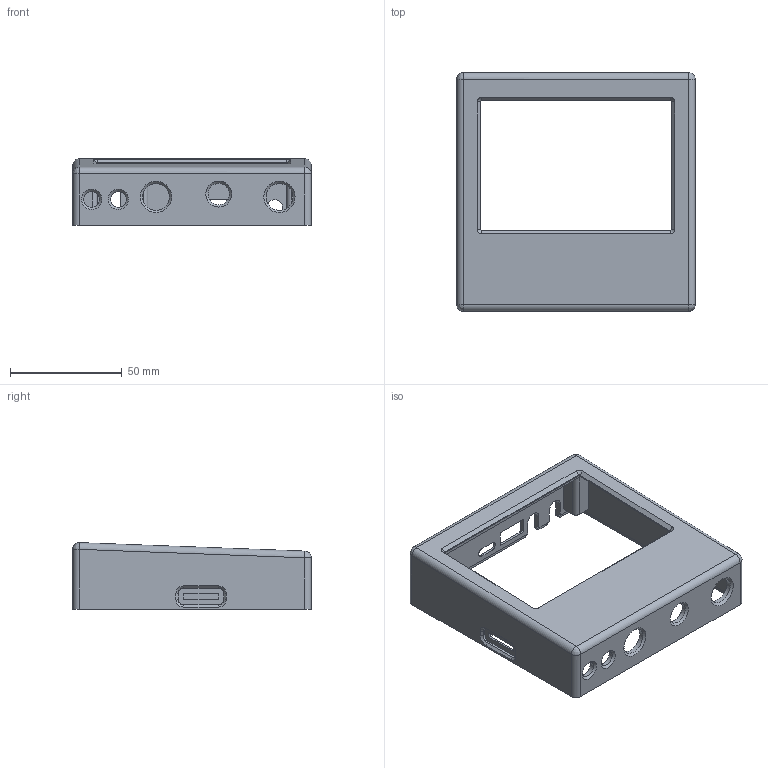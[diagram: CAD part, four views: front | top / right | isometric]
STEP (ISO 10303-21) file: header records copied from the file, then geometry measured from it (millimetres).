
FILE_DESCRIPTION(('FreeCAD Model'),'2;1');
FILE_NAME('Open CASCADE Shape Model','2026-02-07T22:30:58',(''),(''), 'Open CASCADE STEP processor 7.8','FreeCAD','Unknown');
FILE_SCHEMA(('AUTOMOTIVE_DESIGN { 1 0 10303 214 1 1 1 1 }'));
Length unit declared in the file: millimetre
Products named in the file (1): case
Bounding box: 107 x 107 x 29.88 mm (x, y, z)
Volume: 50513.9 mm3; surface area: 35904.2 mm2
Topology: 1 solids, 1 shells, 188 faces, 473 edges, 295 vertices
Faces by surface type: plane 100, cylinder 61, cone 19, bspline 8
Full cylindrical faces by diameter (mm): 4.25 x8, 7 x2, 9.6 x1, 12 x2, 12.2 x1, 14 x1
Entity records: 6241 total; most frequent: CARTESIAN_POINT 1657, DIRECTION 944, ORIENTED_EDGE 942, EDGE_CURVE 469, LINE 318, VECTOR 318, AXIS2_PLACEMENT_3D 313, VERTEX_POINT 295
